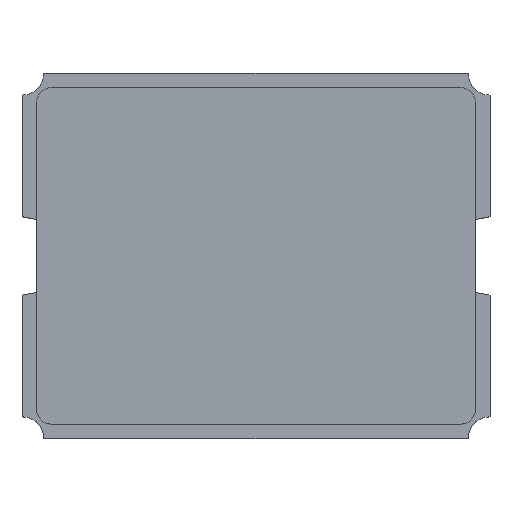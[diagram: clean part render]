
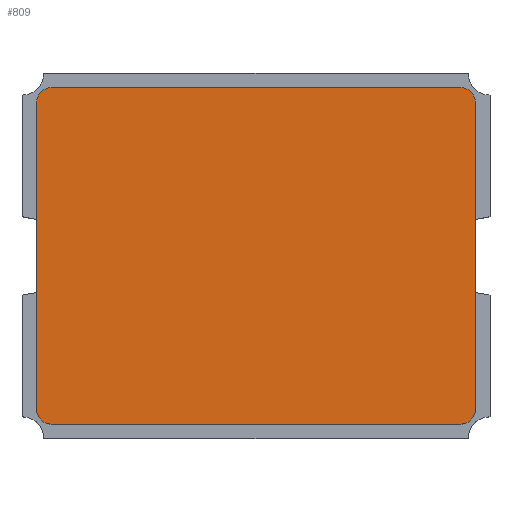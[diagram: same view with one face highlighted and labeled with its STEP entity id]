
A CAD part, top view. The second image highlights one B-rep face of the part: STEP entity #809.
In plain terms, the highlighted planar face has unit normal (0, 0, 1).
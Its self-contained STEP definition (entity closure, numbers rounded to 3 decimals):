
#1 = EDGE_CURVE ( 'NONE', #1037, #1148, #1444, .T. ) ;
#23 = CARTESIAN_POINT ( 'NONE',  ( 1.4, 1.05, 0.75 ) ) ;
#55 = VECTOR ( 'NONE', #215, 1000. ) ;
#104 = CIRCLE ( 'NONE', #710, 0.1 ) ;
#120 = CARTESIAN_POINT ( 'NONE',  ( -1.5, 1.05, 0.75 ) ) ;
#215 = DIRECTION ( 'NONE',  ( 0., 1., 0. ) ) ;
#225 = CIRCLE ( 'NONE', #1241, 0.1 ) ;
#238 = EDGE_CURVE ( 'NONE', #332, #1327, #244, .T. ) ;
#244 = LINE ( 'NONE', #688, #1195 ) ;
#256 = CARTESIAN_POINT ( 'NONE',  ( 1.4, 1.15, 0.75 ) ) ;
#284 = DIRECTION ( 'NONE',  ( 0., -1., 0. ) ) ;
#298 = CARTESIAN_POINT ( 'NONE',  ( 1.4, -1.05, 0.75 ) ) ;
#314 = CIRCLE ( 'NONE', #749, 0.1 ) ;
#332 = VERTEX_POINT ( 'NONE', #824 ) ;
#340 = DIRECTION ( 'NONE',  ( 0., 0., 1. ) ) ;
#341 = CARTESIAN_POINT ( 'NONE',  ( -1.4, 1.15, 0.75 ) ) ;
#345 = DIRECTION ( 'NONE',  ( 1., 0., 0. ) ) ;
#355 = DIRECTION ( 'NONE',  ( 0., 0., -1. ) ) ;
#426 = AXIS2_PLACEMENT_3D ( 'NONE', #23, #355, #345 ) ;
#428 = CIRCLE ( 'NONE', #426, 0.1 ) ;
#443 = FACE_OUTER_BOUND ( 'NONE', #499, .T. ) ;
#499 = EDGE_LOOP ( 'NONE', ( #1257, #1383, #1204, #599, #1298, #843, #921, #1132 ) ) ;
#501 = LINE ( 'NONE', #1186, #841 ) ;
#566 = DIRECTION ( 'NONE',  ( 0., 0., -1. ) ) ;
#569 = CARTESIAN_POINT ( 'NONE',  ( 1.4, 1.15, 0.75 ) ) ;
#599 = ORIENTED_EDGE ( 'NONE', *, *, #1154, .T. ) ;
#615 = VERTEX_POINT ( 'NONE', #974 ) ;
#658 = DIRECTION ( 'NONE',  ( 1., 0., 0. ) ) ;
#660 = DIRECTION ( 'NONE',  ( 0., 0., 1. ) ) ;
#688 = CARTESIAN_POINT ( 'NONE',  ( -1.4, -1.15, 0.75 ) ) ;
#710 = AXIS2_PLACEMENT_3D ( 'NONE', #1130, #566, #901 ) ;
#735 = VERTEX_POINT ( 'NONE', #341 ) ;
#747 = AXIS2_PLACEMENT_3D ( 'NONE', #1223, #660, #1017 ) ;
#749 = AXIS2_PLACEMENT_3D ( 'NONE', #1216, #340, #658 ) ;
#763 = CARTESIAN_POINT ( 'NONE',  ( -1.5, 1.05, 0.75 ) ) ;
#778 = EDGE_CURVE ( 'NONE', #1327, #1037, #104, .T. ) ;
#798 = PLANE ( 'NONE',  #747 ) ;
#809 = ADVANCED_FACE ( 'NONE', ( #443 ), #798, .T. ) ;
#824 = CARTESIAN_POINT ( 'NONE',  ( 1.4, -1.15, 0.75 ) ) ;
#841 = VECTOR ( 'NONE', #284, 1000. ) ;
#843 = ORIENTED_EDGE ( 'NONE', *, *, #778, .F. ) ;
#870 = EDGE_CURVE ( 'NONE', #735, #1250, #1170, .T. ) ;
#884 = VECTOR ( 'NONE', #1399, 1000. ) ;
#900 = DIRECTION ( 'NONE',  ( 0., 0., -1. ) ) ;
#901 = DIRECTION ( 'NONE',  ( 1., 0., 0. ) ) ;
#921 = ORIENTED_EDGE ( 'NONE', *, *, #238, .F. ) ;
#974 = CARTESIAN_POINT ( 'NONE',  ( 1.5, -1.05, 0.75 ) ) ;
#1017 = DIRECTION ( 'NONE',  ( 1., 0., 0. ) ) ;
#1037 = VERTEX_POINT ( 'NONE', #1281 ) ;
#1038 = EDGE_CURVE ( 'NONE', #1408, #615, #501, .T. ) ;
#1056 = CARTESIAN_POINT ( 'NONE',  ( 1.5, 1.05, 0.75 ) ) ;
#1075 = EDGE_CURVE ( 'NONE', #615, #332, #225, .T. ) ;
#1130 = CARTESIAN_POINT ( 'NONE',  ( -1.4, -1.05, 0.75 ) ) ;
#1132 = ORIENTED_EDGE ( 'NONE', *, *, #1075, .F. ) ;
#1135 = DIRECTION ( 'NONE',  ( -1., 0., 0. ) ) ;
#1136 = DIRECTION ( 'NONE',  ( 1., 0., 0. ) ) ;
#1148 = VERTEX_POINT ( 'NONE', #120 ) ;
#1154 = EDGE_CURVE ( 'NONE', #735, #1148, #314, .T. ) ;
#1170 = LINE ( 'NONE', #256, #884 ) ;
#1186 = CARTESIAN_POINT ( 'NONE',  ( 1.5, -1.05, 0.75 ) ) ;
#1195 = VECTOR ( 'NONE', #1135, 1000. ) ;
#1204 = ORIENTED_EDGE ( 'NONE', *, *, #870, .F. ) ;
#1216 = CARTESIAN_POINT ( 'NONE',  ( -1.4, 1.05, 0.75 ) ) ;
#1223 = CARTESIAN_POINT ( 'NONE',  ( 0., 0., 0.75 ) ) ;
#1224 = CARTESIAN_POINT ( 'NONE',  ( -1.4, -1.15, 0.75 ) ) ;
#1241 = AXIS2_PLACEMENT_3D ( 'NONE', #298, #900, #1136 ) ;
#1250 = VERTEX_POINT ( 'NONE', #569 ) ;
#1257 = ORIENTED_EDGE ( 'NONE', *, *, #1038, .F. ) ;
#1281 = CARTESIAN_POINT ( 'NONE',  ( -1.5, -1.05, 0.75 ) ) ;
#1298 = ORIENTED_EDGE ( 'NONE', *, *, #1, .F. ) ;
#1302 = EDGE_CURVE ( 'NONE', #1250, #1408, #428, .T. ) ;
#1327 = VERTEX_POINT ( 'NONE', #1224 ) ;
#1383 = ORIENTED_EDGE ( 'NONE', *, *, #1302, .F. ) ;
#1399 = DIRECTION ( 'NONE',  ( 1., 0., 0. ) ) ;
#1408 = VERTEX_POINT ( 'NONE', #1056 ) ;
#1444 = LINE ( 'NONE', #763, #55 ) ;
